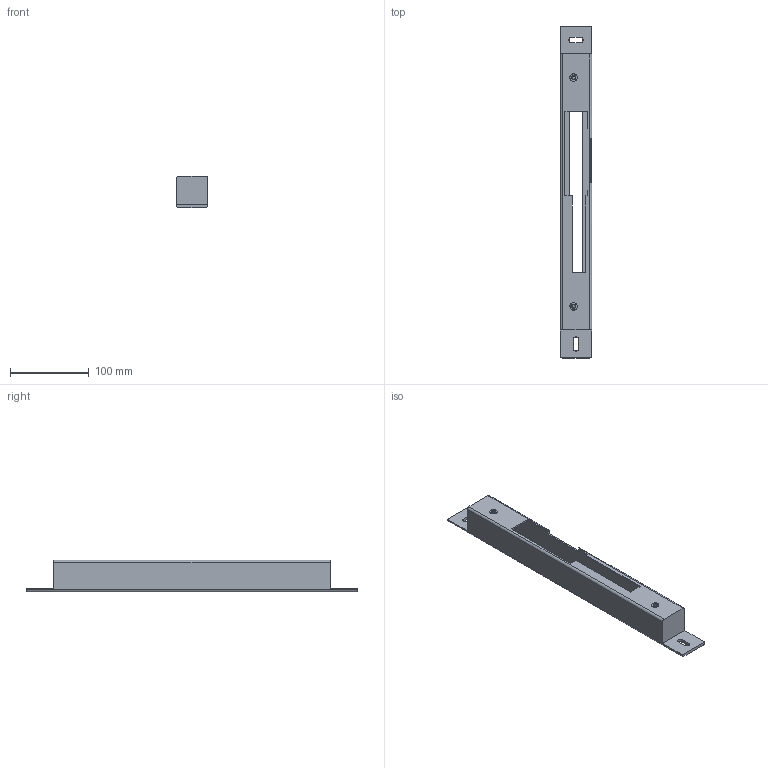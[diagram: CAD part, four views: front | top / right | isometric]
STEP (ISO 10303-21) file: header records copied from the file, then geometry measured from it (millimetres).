
FILE_DESCRIPTION (( 'STEP AP203' ), '1' );
FILE_NAME ('59115-240-L.step', '2020-11-03T14:16:02', ( '' ), ( '' ), 'SwSTEP 2.0', 'SolidWorks 2018', '' );
FILE_SCHEMA (( 'CONFIG_CONTROL_DESIGN' ));
Length unit declared in the file: millimetre
Products named in the file (2): 59115-240-L
Bounding box: 40 x 421 x 40 mm (x, y, z)
Volume: 99241.3 mm3; surface area: 97541.8 mm2
Topology: 1 solids, 1 shells, 310 faces, 825 edges, 550 vertices
Faces by surface type: plane 185, bspline 88, cylinder 37
Entity records: 14506 total; most frequent: CARTESIAN_POINT 7127, ORIENTED_EDGE 1650, DIRECTION 1175, EDGE_CURVE 825, LINE 571, VECTOR 571, VERTEX_POINT 550, EDGE_LOOP 353
